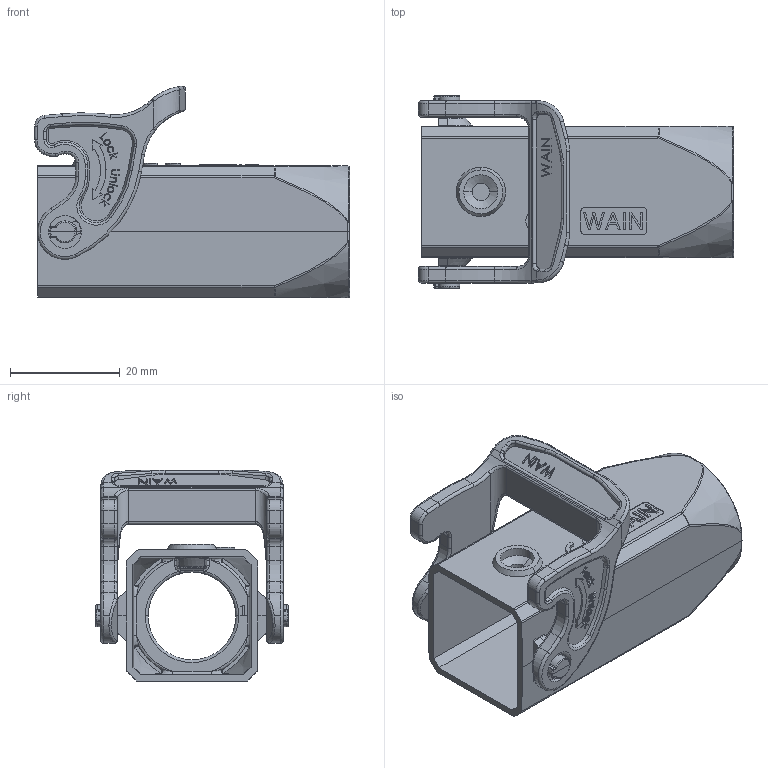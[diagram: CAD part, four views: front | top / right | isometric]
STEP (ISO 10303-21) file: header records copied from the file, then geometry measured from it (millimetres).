
FILE_DESCRIPTION((''),'2;1');
FILE_NAME('3D_1180037271008_H3A_P-CCT-1L-P','2021-01-29T',('lian.chen'),(''),'PRO/ENGINEER BY PARAMETRIC TECHNOLOGY CORPORATION, 2012480','PRO/ENGINEER BY PARAMETRIC TECHNOLOGY CORPORATION, 2012480','');
FILE_SCHEMA(('AUTOMOTIVE_DESIGN { 1 0 10303 214 1 1 1 1 }'));
Products named in the file (1): 3D_1180037271008_H3A_P-CCT-1L-P
Bounding box: 57.36 x 35 x 38.53 mm (x, y, z)
Volume: 12273 mm3; surface area: 13789.9 mm2
Topology: 1 solids, 1 shells, 990 faces, 2560 edges, 1603 vertices
Faces by surface type: plane 378, bspline 251, cylinder 182, torus 101, cone 44, extrusion 18, sphere 16
Entity records: 45075 total; most frequent: CARTESIAN_POINT 22640, ORIENTED_EDGE 5088, DIRECTION 3788, EDGE_CURVE 2544, VERTEX_POINT 1603, AXIS2_PLACEMENT_3D 1266, VECTOR 1256, LINE 1238
